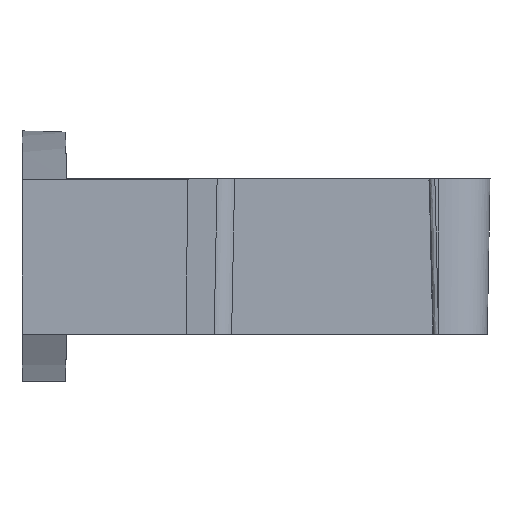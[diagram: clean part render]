
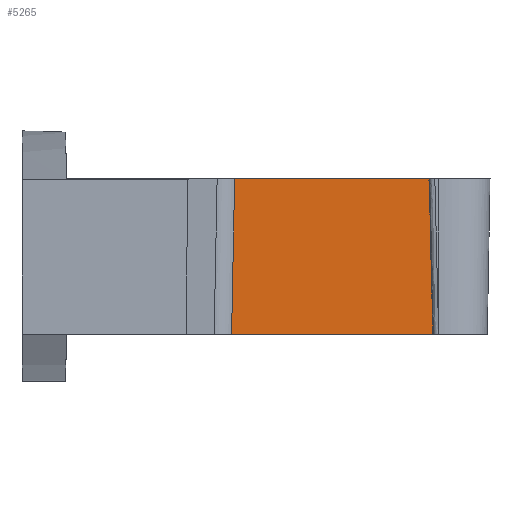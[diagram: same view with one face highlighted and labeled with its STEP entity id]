
A CAD part, left-side view. The second image highlights one B-rep face of the part: STEP entity #5265.
In plain terms, the highlighted planar face has unit normal (-1, 0, -0.004).
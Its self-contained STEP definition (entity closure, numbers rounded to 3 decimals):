
#239 = DIRECTION ( 'NONE',  ( 0., 1., 0. ) ) ;
#310 = CARTESIAN_POINT ( 'NONE',  ( -19.705, -13.37, -7.008 ) ) ;
#392 = ORIENTED_EDGE ( 'NONE', *, *, #2503, .T. ) ;
#410 = VERTEX_POINT ( 'NONE', #1888 ) ;
#788 = VECTOR ( 'NONE', #1332, 1000. ) ;
#803 = PLANE ( 'NONE',  #3665 ) ;
#848 = DIRECTION ( 'NONE',  ( -0.003, 0., 1. ) ) ;
#935 = LINE ( 'NONE', #6418, #6234 ) ;
#1270 = LINE ( 'NONE', #2198, #3843 ) ;
#1332 = DIRECTION ( 'NONE',  ( -0.003, 0., 1. ) ) ;
#1362 = EDGE_CURVE ( 'NONE', #3038, #3880, #1270, .T. ) ;
#1528 = EDGE_CURVE ( 'NONE', #1847, #410, #3517, .T. ) ;
#1847 = VERTEX_POINT ( 'NONE', #6540 ) ;
#1888 = CARTESIAN_POINT ( 'NONE',  ( -19.73, -13.37, 0.027 ) ) ;
#2198 = CARTESIAN_POINT ( 'NONE',  ( -19.718, -4.179, -3.497 ) ) ;
#2503 = EDGE_CURVE ( 'NONE', #410, #3880, #935, .T. ) ;
#2518 = CARTESIAN_POINT ( 'NONE',  ( -19.705, -4.111, -7.008 ) ) ;
#2782 = DIRECTION ( 'NONE',  ( 0., 1., 0. ) ) ;
#3038 = VERTEX_POINT ( 'NONE', #2518 ) ;
#3056 = VECTOR ( 'NONE', #2782, 1000. ) ;
#3231 = LINE ( 'NONE', #3314, #3056 ) ;
#3314 = CARTESIAN_POINT ( 'NONE',  ( -19.705, -6.219, -7.008 ) ) ;
#3517 = LINE ( 'NONE', #4406, #788 ) ;
#3574 = ORIENTED_EDGE ( 'NONE', *, *, #3915, .F. ) ;
#3665 = AXIS2_PLACEMENT_3D ( 'NONE', #310, #3926, #848 ) ;
#3843 = VECTOR ( 'NONE', #4780, 1000. ) ;
#3880 = VERTEX_POINT ( 'NONE', #4316 ) ;
#3915 = EDGE_CURVE ( 'NONE', #1847, #3038, #3231, .T. ) ;
#3926 = DIRECTION ( 'NONE',  ( -1., 0., -0.003 ) ) ;
#4212 = FACE_OUTER_BOUND ( 'NONE', #5761, .T. ) ;
#4316 = CARTESIAN_POINT ( 'NONE',  ( -19.73, -4.247, 0.027 ) ) ;
#4406 = CARTESIAN_POINT ( 'NONE',  ( -19.718, -13.37, -3.49 ) ) ;
#4780 = DIRECTION ( 'NONE',  ( -0.003, -0.019, 1. ) ) ;
#5265 = ADVANCED_FACE ( 'NONE', ( #4212 ), #803, .T. ) ;
#5761 = EDGE_LOOP ( 'NONE', ( #3574, #5896, #392, #6092 ) ) ;
#5896 = ORIENTED_EDGE ( 'NONE', *, *, #1528, .T. ) ;
#6092 = ORIENTED_EDGE ( 'NONE', *, *, #1362, .F. ) ;
#6234 = VECTOR ( 'NONE', #239, 1000. ) ;
#6418 = CARTESIAN_POINT ( 'NONE',  ( -19.73, -6.281, 0.027 ) ) ;
#6540 = CARTESIAN_POINT ( 'NONE',  ( -19.705, -13.37, -7.008 ) ) ;
